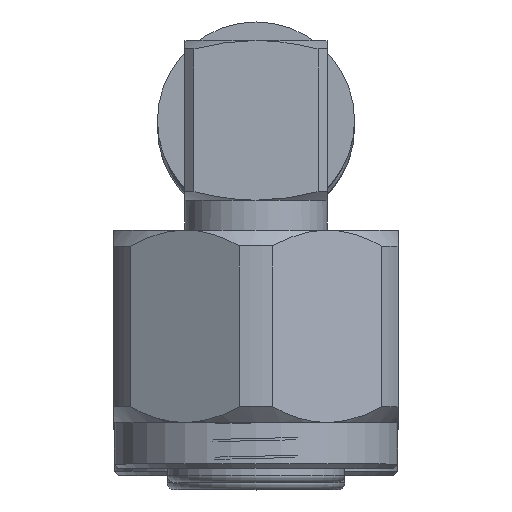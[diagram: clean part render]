
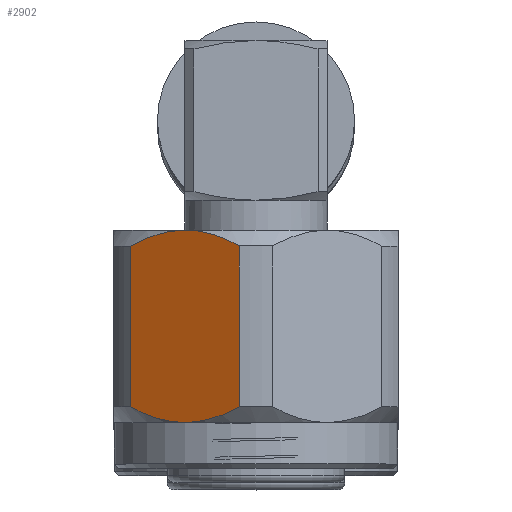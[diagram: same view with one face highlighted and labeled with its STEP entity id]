
A CAD part, top view. The second image highlights one B-rep face of the part: STEP entity #2902.
In plain terms, the highlighted face is planar.
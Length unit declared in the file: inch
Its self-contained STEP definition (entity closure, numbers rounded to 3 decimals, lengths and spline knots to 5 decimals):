
#178 = EDGE_LOOP ( 'NONE', ( #7687, #2113, #6180, #2310 ) ) ;
#191 = EDGE_CURVE ( 'NONE', #4242, #4470, #7509, .T. ) ;
#321 = CARTESIAN_POINT ( 'NONE',  ( -0.6352, 0.20299, -0.27833 ) ) ;
#719 = EDGE_CURVE ( 'NONE', #4242, #7607, #5752, .T. ) ;
#985 = VECTOR ( 'NONE', #2572, 39.37008 ) ;
#1014 = DIRECTION ( 'NONE',  ( 0., 0.866, -0.5 ) ) ;
#1042 = CARTESIAN_POINT ( 'NONE',  ( -0.2436, 0.26671, -0.16797 ) ) ;
#1549 = CARTESIAN_POINT ( 'NONE',  ( -0.67038, 0.27882, -0.14699 ) ) ;
#1784 = FACE_OUTER_BOUND ( 'NONE', #178, .T. ) ;
#1863 = CARTESIAN_POINT ( 'NONE',  ( -0.27879, 0.20299, -0.27833 ) ) ;
#2103 = CARTESIAN_POINT ( 'NONE',  ( -0.66626, 0.29693, -0.11563 ) ) ;
#2113 = ORIENTED_EDGE ( 'NONE', *, *, #6965, .F. ) ;
#2125 = CARTESIAN_POINT ( 'NONE',  ( -0.66955, 0.28485, -0.13655 ) ) ;
#2176 = CARTESIAN_POINT ( 'NONE',  ( -0.64577, 0.33159, -0.0556 ) ) ;
#2206 = CARTESIAN_POINT ( 'NONE',  ( -0.66382, 0.30287, -0.10533 ) ) ;
#2248 = PLANE ( 'NONE',  #6786 ) ;
#2253 = CARTESIAN_POINT ( 'NONE',  ( -0.25016, 0.24265, -0.20963 ) ) ;
#2310 = ORIENTED_EDGE ( 'NONE', *, *, #719, .F. ) ;
#2395 = CARTESIAN_POINT ( 'NONE',  ( -0.6352, 0.34253, -0.03663 ) ) ;
#2572 = DIRECTION ( 'NONE',  ( 1., 0., 0. ) ) ;
#2688 = CARTESIAN_POINT ( 'NONE',  ( -0.6352, 0.34253, -0.03663 ) ) ;
#2709 = CARTESIAN_POINT ( 'NONE',  ( 0.73088, 0.20299, -0.27833 ) ) ;
#2712 = CARTESIAN_POINT ( 'NONE',  ( -0.66633, 0.24882, -0.19896 ) ) ;
#2746 = CARTESIAN_POINT ( 'NONE',  ( -0.6546, 0.22522, -0.23983 ) ) ;
#2817 = CARTESIAN_POINT ( 'NONE',  ( -0.26822, 0.21394, -0.25936 ) ) ;
#2845 = CARTESIAN_POINT ( 'NONE',  ( -0.78348, 0.18184, -0.31496 ) ) ;
#2880 = CARTESIAN_POINT ( 'NONE',  ( -0.27879, 0.34253, -0.03663 ) ) ;
#2902 = ADVANCED_FACE ( 'NONE', ( #1784 ), #2248, .T. ) ;
#3174 = CARTESIAN_POINT ( 'NONE',  ( -0.27879, 0.34253, -0.03663 ) ) ;
#3338 = CARTESIAN_POINT ( 'NONE',  ( -0.6352, 0.20299, -0.27833 ) ) ;
#3407 = CARTESIAN_POINT ( 'NONE',  ( -0.25943, 0.22517, -0.23991 ) ) ;
#3410 = CARTESIAN_POINT ( 'NONE',  ( -0.66957, 0.26079, -0.17821 ) ) ;
#3427 = VERTEX_POINT ( 'NONE', #1863 ) ;
#3603 = B_SPLINE_CURVE_WITH_KNOTS ( 'NONE', 3,
 ( #5074, #2817, #3407, #2253, #6994, #5201, #1042, #7549, #7599, #6430, #4010, #6481, #5815, #2880 ),
 .UNSPECIFIED., .F., .F.,
 ( 4, 2, 2, 2, 2, 2, 4 ),
 ( 0., 0.00184, 0.00275, 0.00367, 0.00459, 0.0055, 0.00734 ),
 .UNSPECIFIED. ) ;
#4010 = CARTESIAN_POINT ( 'NONE',  ( -0.25009, 0.30272, -0.1056 ) ) ;
#4242 = VERTEX_POINT ( 'NONE', #2395 ) ;
#4470 = VERTEX_POINT ( 'NONE', #3174 ) ;
#4566 = CARTESIAN_POINT ( 'NONE',  ( -0.67039, 0.2668, -0.16782 ) ) ;
#5074 = CARTESIAN_POINT ( 'NONE',  ( -0.27879, 0.20299, -0.27833 ) ) ;
#5201 = CARTESIAN_POINT ( 'NONE',  ( -0.24443, 0.26068, -0.17841 ) ) ;
#5203 = CARTESIAN_POINT ( 'NONE',  ( -0.65456, 0.32035, -0.07505 ) ) ;
#5752 = B_SPLINE_CURVE_WITH_KNOTS ( 'NONE', 3,
 ( #2688, #2176, #5203, #2206, #2103, #2125, #1549, #4566, #3410, #2712, #6891, #2746, #7530, #3338 ),
 .UNSPECIFIED., .F., .F.,
 ( 4, 2, 2, 2, 2, 2, 4 ),
 ( 0., 0.00184, 0.00275, 0.00367, 0.00459, 0.0055, 0.00734 ),
 .UNSPECIFIED. ) ;
#5815 = CARTESIAN_POINT ( 'NONE',  ( -0.26821, 0.33157, -0.05562 ) ) ;
#6180 = ORIENTED_EDGE ( 'NONE', *, *, #6866, .T. ) ;
#6430 = CARTESIAN_POINT ( 'NONE',  ( -0.24765, 0.29671, -0.116 ) ) ;
#6481 = CARTESIAN_POINT ( 'NONE',  ( -0.25938, 0.32031, -0.07513 ) ) ;
#6731 = LINE ( 'NONE', #2709, #7103 ) ;
#6786 = AXIS2_PLACEMENT_3D ( 'NONE', #2845, #1014, #7012 ) ;
#6821 = CARTESIAN_POINT ( 'NONE',  ( 0.73088, 0.34253, -0.03663 ) ) ;
#6866 = EDGE_CURVE ( 'NONE', #3427, #7607, #6731, .T. ) ;
#6891 = CARTESIAN_POINT ( 'NONE',  ( -0.6639, 0.24281, -0.20936 ) ) ;
#6965 = EDGE_CURVE ( 'NONE', #3427, #4470, #3603, .T. ) ;
#6994 = CARTESIAN_POINT ( 'NONE',  ( -0.24772, 0.2486, -0.19933 ) ) ;
#7012 = DIRECTION ( 'NONE',  ( 0., 0.5, 0.866 ) ) ;
#7103 = VECTOR ( 'NONE', #7528, 39.37008 ) ;
#7509 = LINE ( 'NONE', #6821, #985 ) ;
#7528 = DIRECTION ( 'NONE',  ( -1., 0., 0. ) ) ;
#7530 = CARTESIAN_POINT ( 'NONE',  ( -0.64578, 0.21395, -0.25934 ) ) ;
#7549 = CARTESIAN_POINT ( 'NONE',  ( -0.2436, 0.27873, -0.14714 ) ) ;
#7599 = CARTESIAN_POINT ( 'NONE',  ( -0.24442, 0.28473, -0.13675 ) ) ;
#7607 = VERTEX_POINT ( 'NONE', #321 ) ;
#7687 = ORIENTED_EDGE ( 'NONE', *, *, #191, .T. ) ;
